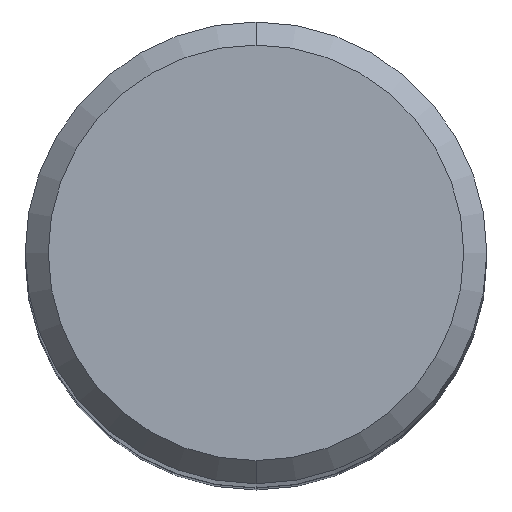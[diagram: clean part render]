
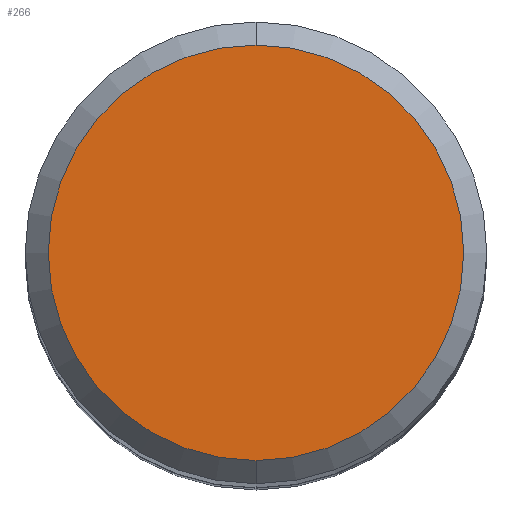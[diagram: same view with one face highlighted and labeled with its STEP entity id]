
A CAD part, top view. The second image highlights one B-rep face of the part: STEP entity #266.
In plain terms, the highlighted planar face has unit normal (0, 0, 1).
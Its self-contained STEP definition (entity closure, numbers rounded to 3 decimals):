
#160=EDGE_CURVE('',#216,#274,#356,.T.);
#216=VERTEX_POINT('',#418);
#266=ADVANCED_FACE('',(#473),#474,.T.);
#274=VERTEX_POINT('',#484);
#276=EDGE_CURVE('',#274,#216,#486,.T.);
#356=CIRCLE('',#575,3.6);
#418=CARTESIAN_POINT('',(0.,-3.6,0.01));
#473=FACE_OUTER_BOUND('',#728,.T.);
#474=PLANE('',#729);
#484=CARTESIAN_POINT('',(0.0,3.6,0.01));
#486=CIRCLE('',#743,3.6);
#575=AXIS2_PLACEMENT_3D('',#821,#822,#823);
#728=EDGE_LOOP('',(#956,#957));
#729=AXIS2_PLACEMENT_3D('',#958,#959,#960);
#743=AXIS2_PLACEMENT_3D('',#980,#981,#982);
#821=CARTESIAN_POINT('',(0.0,0.0,0.01));
#822=DIRECTION('',(0.0,0.0,-1.0));
#823=DIRECTION('',(0.0,1.0,0.0));
#956=ORIENTED_EDGE('',*,*,#276,.F.);
#957=ORIENTED_EDGE('',*,*,#160,.F.);
#958=CARTESIAN_POINT('',(0.0,1.8,0.01));
#959=DIRECTION('',(-0.0,0.0,1.0));
#960=DIRECTION('',(0.0,-1.0,0.0));
#980=CARTESIAN_POINT('',(0.0,0.0,0.01));
#981=DIRECTION('',(0.0,0.0,-1.0));
#982=DIRECTION('',(0.0,1.0,0.0));
